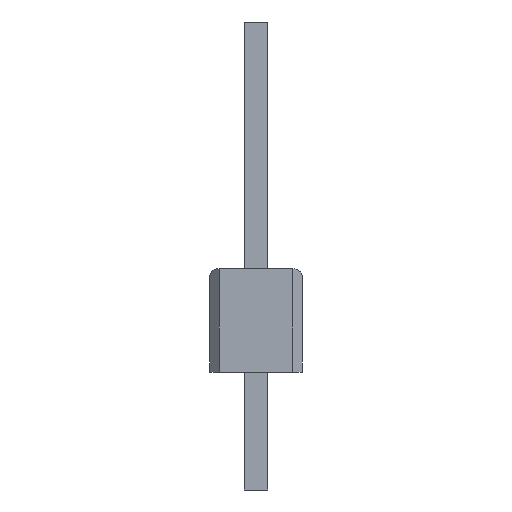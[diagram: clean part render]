
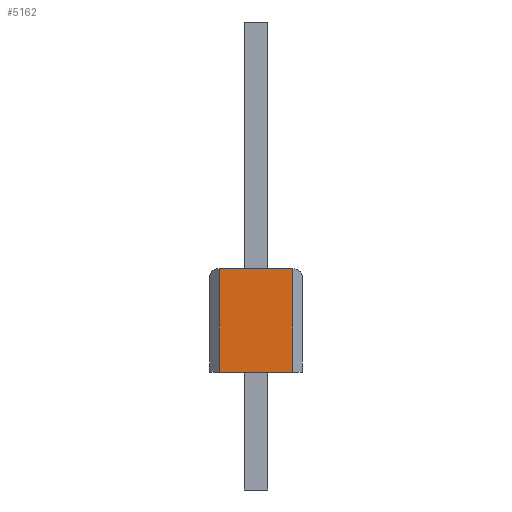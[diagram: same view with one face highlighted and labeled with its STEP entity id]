
A CAD part, left-side view. The second image highlights one B-rep face of the part: STEP entity #5162.
In plain terms, the highlighted planar face has unit normal (-1, 0, 0).
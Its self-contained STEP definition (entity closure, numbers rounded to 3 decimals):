
#134=DIRECTION('',(0.,0.,-1.));
#135=VECTOR('',#134,2.8);
#136=CARTESIAN_POINT('',(-24.13,1.,0.));
#137=LINE('',#136,#135);
#138=DIRECTION('',(0.,-1.,0.));
#139=VECTOR('',#138,2.);
#140=CARTESIAN_POINT('',(-24.13,1.,0.));
#141=LINE('',#140,#139);
#142=DIRECTION('',(0.,0.,-1.));
#143=VECTOR('',#142,2.8);
#144=CARTESIAN_POINT('',(-24.13,-1.,0.));
#145=LINE('',#144,#143);
#154=DIRECTION('',(0.,-1.,0.));
#155=VECTOR('',#154,2.);
#156=CARTESIAN_POINT('',(-24.13,1.,-2.8));
#157=LINE('',#156,#155);
#4162=CARTESIAN_POINT('',(-24.13,1.,0.));
#4163=CARTESIAN_POINT('',(-24.13,-1.,0.));
#4164=VERTEX_POINT('',#4162);
#4165=VERTEX_POINT('',#4163);
#4264=CARTESIAN_POINT('',(-24.13,1.,-2.8));
#4265=VERTEX_POINT('',#4264);
#4266=CARTESIAN_POINT('',(-24.13,-1.,-2.8));
#4267=VERTEX_POINT('',#4266);
#5147=CARTESIAN_POINT('',(-24.13,0.,0.));
#5148=DIRECTION('',(1.,0.,0.));
#5149=DIRECTION('',(0.,0.,-1.));
#5150=AXIS2_PLACEMENT_3D('',#5147,#5148,#5149);
#5151=PLANE('',#5150);
#5153=ORIENTED_EDGE('',*,*,#5152,.F.);
#5155=ORIENTED_EDGE('',*,*,#5154,.F.);
#5157=ORIENTED_EDGE('',*,*,#5156,.T.);
#5159=ORIENTED_EDGE('',*,*,#5158,.T.);
#5160=EDGE_LOOP('',(#5153,#5155,#5157,#5159));
#5161=FACE_OUTER_BOUND('',#5160,.F.);
#5152=EDGE_CURVE('',#4265,#4267,#157,.T.);
#5154=EDGE_CURVE('',#4164,#4265,#137,.T.);
#5156=EDGE_CURVE('',#4164,#4165,#141,.T.);
#5158=EDGE_CURVE('',#4165,#4267,#145,.T.);
#5162=ADVANCED_FACE('',(#5161),#5151,.F.);
